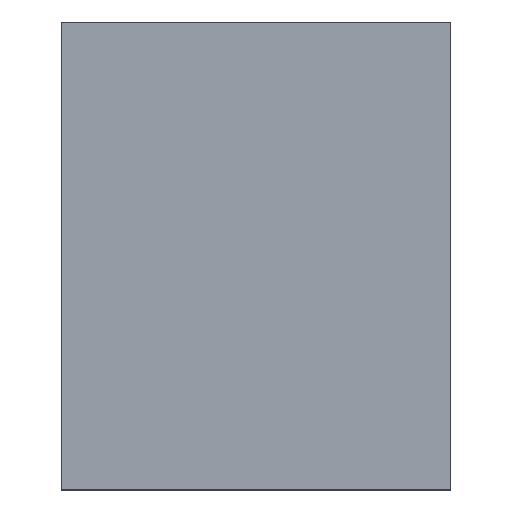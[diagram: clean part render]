
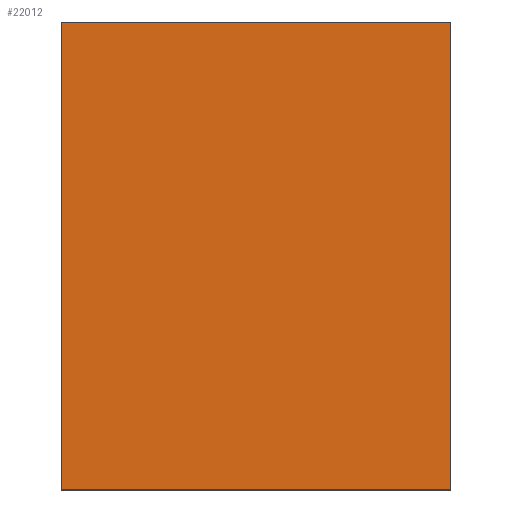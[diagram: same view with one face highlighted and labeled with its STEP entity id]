
A CAD part, top view. The second image highlights one B-rep face of the part: STEP entity #22012.
In plain terms, the highlighted face is planar.
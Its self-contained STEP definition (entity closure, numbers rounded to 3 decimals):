
#21661=DIRECTION('',(1.,0.,0.));
#21662=VECTOR('',#21661,120.);
#21663=CARTESIAN_POINT('',(-60.,1.8,50.));
#21664=LINE('',#21663,#21662);
#21669=DIRECTION('',(1.,0.,0.));
#21670=VECTOR('',#21669,120.);
#21671=CARTESIAN_POINT('',(-60.,1.8,-50.));
#21672=LINE('',#21671,#21670);
#21673=DIRECTION('',(0.,0.,1.));
#21674=VECTOR('',#21673,100.);
#21675=CARTESIAN_POINT('',(60.,1.8,-50.));
#21676=LINE('',#21675,#21674);
#21681=DIRECTION('',(0.,0.,1.));
#21682=VECTOR('',#21681,100.);
#21683=CARTESIAN_POINT('',(-60.,1.8,-50.));
#21684=LINE('',#21683,#21682);
#21853=CARTESIAN_POINT('',(60.,1.8,-50.));
#21854=CARTESIAN_POINT('',(60.,1.8,50.));
#21855=VERTEX_POINT('',#21853);
#21856=VERTEX_POINT('',#21854);
#21857=CARTESIAN_POINT('',(-60.,1.8,-50.));
#21858=CARTESIAN_POINT('',(-60.,1.8,50.));
#21859=VERTEX_POINT('',#21857);
#21860=VERTEX_POINT('',#21858);
#22000=CARTESIAN_POINT('',(-58.2,1.8,-50.));
#22001=DIRECTION('',(0.,1.,0.));
#22002=DIRECTION('',(-1.,0.,0.));
#22003=AXIS2_PLACEMENT_3D('',#22000,#22001,#22002);
#22004=PLANE('',#22003);
#22005=ORIENTED_EDGE('',*,*,#21982,.F.);
#22007=ORIENTED_EDGE('',*,*,#22006,.F.);
#22008=ORIENTED_EDGE('',*,*,#21886,.T.);
#22009=ORIENTED_EDGE('',*,*,#21995,.T.);
#22010=EDGE_LOOP('',(#22005,#22007,#22008,#22009));
#22011=FACE_OUTER_BOUND('',#22010,.F.);
#21886=EDGE_CURVE('',#21859,#21855,#21672,.T.);
#21982=EDGE_CURVE('',#21860,#21856,#21664,.T.);
#21995=EDGE_CURVE('',#21855,#21856,#21676,.T.);
#22006=EDGE_CURVE('',#21859,#21860,#21684,.T.);
#22012=ADVANCED_FACE('',(#22011),#22004,.T.);
